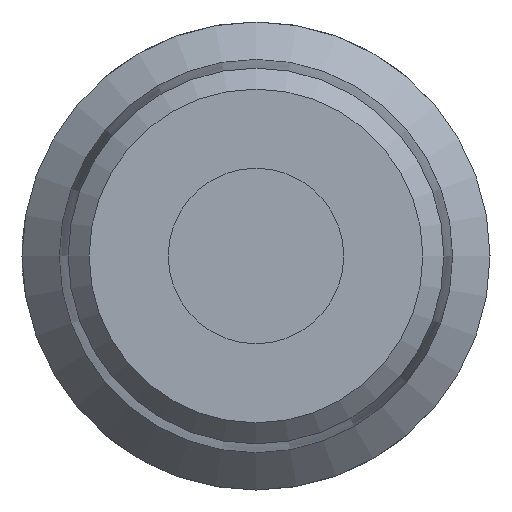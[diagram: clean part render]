
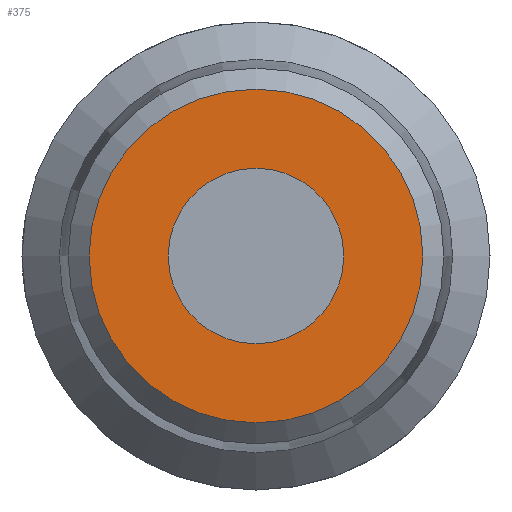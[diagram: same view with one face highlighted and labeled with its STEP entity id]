
A CAD part, left-side view. The second image highlights one B-rep face of the part: STEP entity #375.
In plain terms, the highlighted planar face has unit normal (-1, 0, 0).
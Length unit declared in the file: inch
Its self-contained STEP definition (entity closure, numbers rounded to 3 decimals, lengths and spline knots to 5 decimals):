
#116=CARTESIAN_POINT('',(0.0,0.23438,0.0));
#117=VERTEX_POINT('',#116);
#118=CARTESIAN_POINT('',(0.0,0.0,0.0));
#119=DIRECTION('',(1.0,0.0,0.0));
#120=DIRECTION('',(0.0,1.0,0.0));
#121=AXIS2_PLACEMENT_3D('',#118,#119,#120);
#122=CIRCLE('',#121,0.23438);
#123=EDGE_CURVE('',#117,#117,#122,.T.);
#352=CARTESIAN_POINT('',(0.,0.44575,0.0));
#353=VERTEX_POINT('',#352);
#354=CARTESIAN_POINT('',(0.,0.0,0.0));
#355=DIRECTION('',(1.0,0.0,0.0));
#356=DIRECTION('',(0.0,1.0,0.0));
#357=AXIS2_PLACEMENT_3D('',#354,#355,#356);
#358=CIRCLE('',#357,0.44575);
#359=EDGE_CURVE('',#353,#353,#358,.T.);
#364=CARTESIAN_POINT('',(0.,0.34006,0.0));
#365=DIRECTION('',(-1.0,0.0,0.0));
#366=DIRECTION('',(0.0,0.0,1.0));
#367=AXIS2_PLACEMENT_3D('',#364,#365,#366);
#368=PLANE('',#367);
#369=ORIENTED_EDGE('',*,*,#359,.F.);
#370=EDGE_LOOP('',(#369));
#371=FACE_OUTER_BOUND('',#370,.T.);
#372=ORIENTED_EDGE('',*,*,#123,.T.);
#373=EDGE_LOOP('',(#372));
#374=FACE_BOUND('',#373,.T.);
#375=ADVANCED_FACE('',(#371,#374),#368,.T.);
